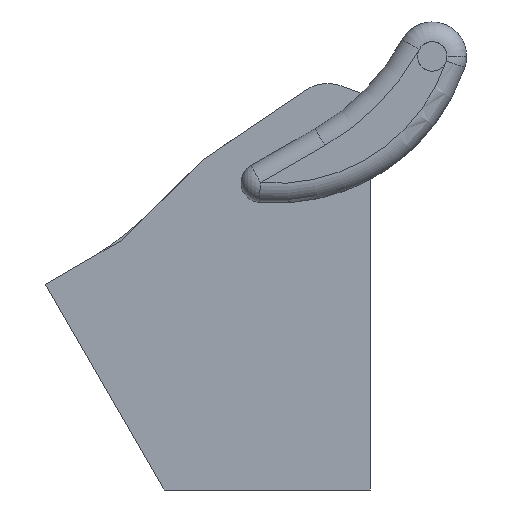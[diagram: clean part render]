
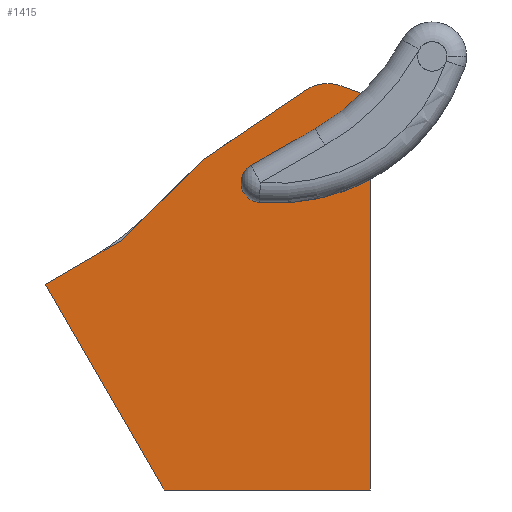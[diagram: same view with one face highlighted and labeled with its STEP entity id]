
A CAD part, left-side view. The second image highlights one B-rep face of the part: STEP entity #1415.
In plain terms, the highlighted planar face has unit normal (-1, 0, 0).
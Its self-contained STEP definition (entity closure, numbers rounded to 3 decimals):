
#30 = LINE ( 'NONE', #1153, #1945 ) ;
#50 = AXIS2_PLACEMENT_3D ( 'NONE', #133, #1083, #759 ) ;
#51 = LINE ( 'NONE', #1730, #1456 ) ;
#58 = VECTOR ( 'NONE', #1008, 1000. ) ;
#86 = VECTOR ( 'NONE', #152, 1000. ) ;
#116 = AXIS2_PLACEMENT_3D ( 'NONE', #827, #1440, #1299 ) ;
#130 = EDGE_CURVE ( 'NONE', #1469, #313, #1317, .T. ) ;
#133 = CARTESIAN_POINT ( 'NONE',  ( -23., 40., 40. ) ) ;
#152 = DIRECTION ( 'NONE',  ( 0., -1., 0. ) ) ;
#164 = CARTESIAN_POINT ( 'NONE',  ( -23., 33.056, 20.915 ) ) ;
#169 = CARTESIAN_POINT ( 'NONE',  ( -23., -6.294, 44.098 ) ) ;
#213 = DIRECTION ( 'NONE',  ( 0., -0.866, 0.5 ) ) ;
#215 = VERTEX_POINT ( 'NONE', #859 ) ;
#236 = CARTESIAN_POINT ( 'NONE',  ( -23., 9.583, 49.43 ) ) ;
#239 = CARTESIAN_POINT ( 'NONE',  ( -23., 2.969, 41.09 ) ) ;
#260 = DIRECTION ( 'NONE',  ( 0., 0., -1. ) ) ;
#291 = AXIS2_PLACEMENT_3D ( 'NONE', #169, #1403, #916 ) ;
#313 = VERTEX_POINT ( 'NONE', #766 ) ;
#314 = ORIENTED_EDGE ( 'NONE', *, *, #1910, .T. ) ;
#318 = VERTEX_POINT ( 'NONE', #164 ) ;
#338 = DIRECTION ( 'NONE',  ( 1., 0., 0. ) ) ;
#350 = EDGE_CURVE ( 'NONE', #215, #779, #1370, .T. ) ;
#385 = AXIS2_PLACEMENT_3D ( 'NONE', #1725, #338, #260 ) ;
#386 = CARTESIAN_POINT ( 'NONE',  ( -23., 17.321, 30. ) ) ;
#394 = VERTEX_POINT ( 'NONE', #536 ) ;
#404 = EDGE_CURVE ( 'NONE', #535, #693, #1943, .T. ) ;
#409 = CARTESIAN_POINT ( 'NONE',  ( -23., 25.339, 25.371 ) ) ;
#412 = CARTESIAN_POINT ( 'NONE',  ( -23., 0., 0. ) ) ;
#466 = FACE_OUTER_BOUND ( 'NONE', #1992, .T. ) ;
#467 = ORIENTED_EDGE ( 'NONE', *, *, #791, .F. ) ;
#501 = DIRECTION ( 'NONE',  ( 1., 0., 0. ) ) ;
#535 = VERTEX_POINT ( 'NONE', #956 ) ;
#536 = CARTESIAN_POINT ( 'NONE',  ( -23., 16.995, 33.615 ) ) ;
#541 = LINE ( 'NONE', #386, #58 ) ;
#571 = VERTEX_POINT ( 'NONE', #650 ) ;
#580 = EDGE_CURVE ( 'NONE', #394, #1246, #1086, .T. ) ;
#610 = CARTESIAN_POINT ( 'NONE',  ( -23., 6.587, 40.649 ) ) ;
#612 = VERTEX_POINT ( 'NONE', #610 ) ;
#633 = EDGE_CURVE ( 'NONE', #1833, #1469, #1309, .T. ) ;
#650 = CARTESIAN_POINT ( 'NONE',  ( -23., 5.624, 36.753 ) ) ;
#655 = EDGE_CURVE ( 'NONE', #318, #1246, #30, .T. ) ;
#683 = DIRECTION ( 'NONE',  ( 0., 0.829, -0.56 ) ) ;
#689 = CARTESIAN_POINT ( 'NONE',  ( -23., 0., 31.593 ) ) ;
#692 = EDGE_CURVE ( 'NONE', #612, #394, #51, .T. ) ;
#693 = VERTEX_POINT ( 'NONE', #1894 ) ;
#743 = EDGE_CURVE ( 'NONE', #571, #693, #541, .T. ) ;
#756 = ORIENTED_EDGE ( 'NONE', *, *, #743, .F. ) ;
#759 = DIRECTION ( 'NONE',  ( 0., 0., -1. ) ) ;
#766 = CARTESIAN_POINT ( 'NONE',  ( -23., 11.328, 29.257 ) ) ;
#779 = VERTEX_POINT ( 'NONE', #412 ) ;
#791 = EDGE_CURVE ( 'NONE', #215, #318, #1966, .T. ) ;
#812 = DIRECTION ( 'NONE',  ( 0., 0., -1. ) ) ;
#824 = CARTESIAN_POINT ( 'NONE',  ( -23., -12.938, 35.252 ) ) ;
#827 = CARTESIAN_POINT ( 'NONE',  ( -23., 4.347, 37.335 ) ) ;
#834 = ORIENTED_EDGE ( 'NONE', *, *, #130, .T. ) ;
#859 = CARTESIAN_POINT ( 'NONE',  ( -23., 20.98, 0. ) ) ;
#877 = VECTOR ( 'NONE', #812, 1000. ) ;
#916 = DIRECTION ( 'NONE',  ( 0., 0., 1. ) ) ;
#940 = CIRCLE ( 'NONE', #385, 2. ) ;
#956 = CARTESIAN_POINT ( 'NONE',  ( -23., 13.156, 31.25 ) ) ;
#1008 = DIRECTION ( 'NONE',  ( 0., 0.866, -0.5 ) ) ;
#1050 = ORIENTED_EDGE ( 'NONE', *, *, #633, .F. ) ;
#1068 = AXIS2_PLACEMENT_3D ( 'NONE', #1574, #501, #1115 ) ;
#1077 = EDGE_CURVE ( 'NONE', #571, #1469, #1981, .T. ) ;
#1083 = DIRECTION ( 'NONE',  ( 1., 0., 0. ) ) ;
#1086 = LINE ( 'NONE', #1690, #1175 ) ;
#1091 = ORIENTED_EDGE ( 'NONE', *, *, #1560, .T. ) ;
#1097 = DIRECTION ( 'NONE',  ( 0., 0.711, -0.703 ) ) ;
#1115 = DIRECTION ( 'NONE',  ( 0., 0., -1. ) ) ;
#1153 = CARTESIAN_POINT ( 'NONE',  ( -23., 30., 22.679 ) ) ;
#1160 = DIRECTION ( 'NONE',  ( 0., 0., -1. ) ) ;
#1163 = LINE ( 'NONE', #824, #1446 ) ;
#1175 = VECTOR ( 'NONE', #1097, 1000. ) ;
#1188 = EDGE_CURVE ( 'NONE', #1469, #779, #1260, .T. ) ;
#1200 = VECTOR ( 'NONE', #1949, 1000. ) ;
#1209 = ORIENTED_EDGE ( 'NONE', *, *, #350, .T. ) ;
#1211 = DIRECTION ( 'NONE',  ( 1., 0., 0. ) ) ;
#1246 = VERTEX_POINT ( 'NONE', #409 ) ;
#1260 = LINE ( 'NONE', #1916, #1915 ) ;
#1299 = DIRECTION ( 'NONE',  ( 0., 1., 0. ) ) ;
#1309 = LINE ( 'NONE', #1604, #877 ) ;
#1311 = ORIENTED_EDGE ( 'NONE', *, *, #580, .T. ) ;
#1314 = DIRECTION ( 'NONE',  ( 0., 1., 0. ) ) ;
#1317 = CIRCLE ( 'NONE', #2008, 20.248 ) ;
#1370 = LINE ( 'NONE', #1866, #86 ) ;
#1403 = DIRECTION ( 'NONE',  ( -1., 0., 0. ) ) ;
#1415 = ADVANCED_FACE ( 'NONE', ( #466 ), #1524, .F. ) ;
#1440 = DIRECTION ( 'NONE',  ( -1., 0., 0. ) ) ;
#1446 = VECTOR ( 'NONE', #1459, 1000. ) ;
#1456 = VECTOR ( 'NONE', #683, 1000. ) ;
#1459 = DIRECTION ( 'NONE',  ( 0., 0.939, 0.345 ) ) ;
#1469 = VERTEX_POINT ( 'NONE', #689 ) ;
#1524 = PLANE ( 'NONE',  #50 ) ;
#1541 = ORIENTED_EDGE ( 'NONE', *, *, #692, .T. ) ;
#1560 = EDGE_CURVE ( 'NONE', #1975, #612, #1903, .T. ) ;
#1567 = ORIENTED_EDGE ( 'NONE', *, *, #1077, .T. ) ;
#1574 = CARTESIAN_POINT ( 'NONE',  ( -23., 11.156, 31.25 ) ) ;
#1584 = EDGE_CURVE ( 'NONE', #313, #535, #940, .T. ) ;
#1604 = CARTESIAN_POINT ( 'NONE',  ( -23., 0., 40. ) ) ;
#1631 = CARTESIAN_POINT ( 'NONE',  ( -23., 43.056, 38.236 ) ) ;
#1690 = CARTESIAN_POINT ( 'NONE',  ( -23., 25.203, 25.505 ) ) ;
#1725 = CARTESIAN_POINT ( 'NONE',  ( -23., 11.156, 31.25 ) ) ;
#1730 = CARTESIAN_POINT ( 'NONE',  ( -23., 20.923, 30.961 ) ) ;
#1763 = CARTESIAN_POINT ( 'NONE',  ( -23., 0., 40. ) ) ;
#1771 = ORIENTED_EDGE ( 'NONE', *, *, #655, .F. ) ;
#1790 = ORIENTED_EDGE ( 'NONE', *, *, #404, .T. ) ;
#1833 = VERTEX_POINT ( 'NONE', #1763 ) ;
#1866 = CARTESIAN_POINT ( 'NONE',  ( -23., 40., 0. ) ) ;
#1894 = CARTESIAN_POINT ( 'NONE',  ( -23., 12.156, 32.982 ) ) ;
#1903 = CIRCLE ( 'NONE', #116, 4. ) ;
#1910 = EDGE_CURVE ( 'NONE', #1833, #1975, #1163, .T. ) ;
#1915 = VECTOR ( 'NONE', #1160, 1000. ) ;
#1916 = CARTESIAN_POINT ( 'NONE',  ( -23., 0., 40. ) ) ;
#1943 = CIRCLE ( 'NONE', #1068, 2. ) ;
#1945 = VECTOR ( 'NONE', #213, 1000. ) ;
#1949 = DIRECTION ( 'NONE',  ( 0., 0.5, 0.866 ) ) ;
#1966 = LINE ( 'NONE', #1631, #1200 ) ;
#1975 = VERTEX_POINT ( 'NONE', #239 ) ;
#1981 = CIRCLE ( 'NONE', #291, 14. ) ;
#1992 = EDGE_LOOP ( 'NONE', ( #756, #1567, #1050, #314, #1091, #1541, #1311, #1771, #467, #1209, #2013, #834, #2002, #1790 ) ) ;
#2002 = ORIENTED_EDGE ( 'NONE', *, *, #1584, .T. ) ;
#2008 = AXIS2_PLACEMENT_3D ( 'NONE', #236, #1211, #1314 ) ;
#2013 = ORIENTED_EDGE ( 'NONE', *, *, #1188, .F. ) ;
